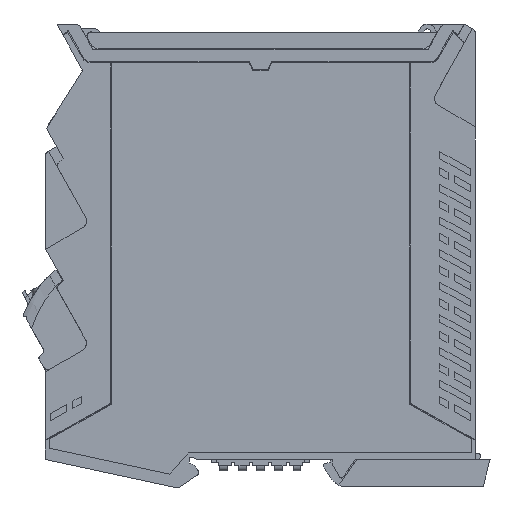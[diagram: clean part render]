
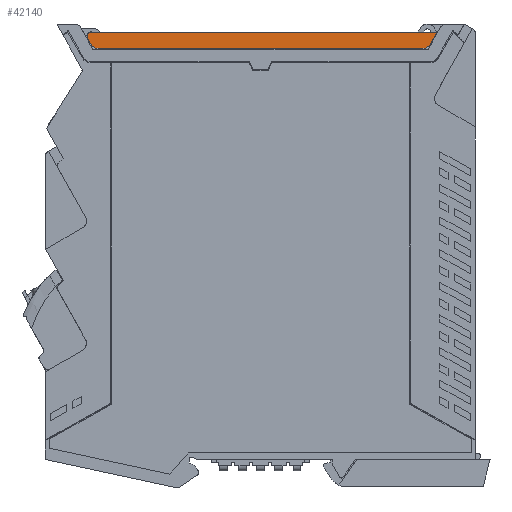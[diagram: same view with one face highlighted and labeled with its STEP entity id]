
A CAD part, left-side view. The second image highlights one B-rep face of the part: STEP entity #42140.
In plain terms, the highlighted planar face has unit normal (-1, 0, 0).
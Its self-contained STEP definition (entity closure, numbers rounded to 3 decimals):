
#41313=AXIS2_PLACEMENT_3D('Circle Axis2P3D',#41311,#41312,$) ;
#41320=AXIS2_PLACEMENT_3D('Circle Axis2P3D',#41318,#41319,$) ;
#41366=AXIS2_PLACEMENT_3D('Circle Axis2P3D',#41364,#41365,$) ;
#42085=AXIS2_PLACEMENT_3D('Circle Axis2P3D',#42083,#42084,$) ;
#42122=AXIS2_PLACEMENT_3D('Plane Axis2P3D',#42119,#42120,#42121) ;
#42126=AXIS2_PLACEMENT_3D('Circle Axis2P3D',#42124,#42125,$) ;
#41276=CARTESIAN_POINT('Vertex',(0.,13.065,112.024)) ;
#41279=CARTESIAN_POINT('Line Origine',(0.,13.899,110.535)) ;
#41283=CARTESIAN_POINT('Vertex',(0.,14.732,109.047)) ;
#41311=CARTESIAN_POINT('Axis2P3D Location',(0.,16.477,110.024)) ;
#41315=CARTESIAN_POINT('Vertex',(0.,15.333,108.384)) ;
#41318=CARTESIAN_POINT('Axis2P3D Location',(0.,16.477,110.024)) ;
#41322=CARTESIAN_POINT('Vertex',(0.,16.477,108.024)) ;
#41339=CARTESIAN_POINT('Line Origine',(0.,56.387,108.024)) ;
#41343=CARTESIAN_POINT('Vertex',(0.,96.296,108.024)) ;
#41364=CARTESIAN_POINT('Axis2P3D Location',(0.,96.296,110.024)) ;
#41368=CARTESIAN_POINT('Vertex',(0.,98.041,109.047)) ;
#41384=CARTESIAN_POINT('Line Origine',(0.,98.458,109.791)) ;
#41388=CARTESIAN_POINT('Vertex',(0.,98.874,110.535)) ;
#41995=CARTESIAN_POINT('Line Origine',(0.,55.533,112.024)) ;
#41999=CARTESIAN_POINT('Vertex',(0.,98.002,112.024)) ;
#42083=CARTESIAN_POINT('Axis2P3D Location',(0.,98.002,111.024)) ;
#42087=CARTESIAN_POINT('Vertex',(0.,99.002,111.024)) ;
#42119=CARTESIAN_POINT('Axis2P3D Location',(0.,56.402,112.024)) ;
#42124=CARTESIAN_POINT('Axis2P3D Location',(0.,98.002,111.024)) ;
#41280=DIRECTION('Vector Direction',(0.,-0.489,0.872)) ;
#41312=DIRECTION('Axis2P3D Direction',(-1.,0.,0.)) ;
#41319=DIRECTION('Axis2P3D Direction',(-1.,0.,0.)) ;
#41340=DIRECTION('Vector Direction',(0.,-1.,0.)) ;
#41365=DIRECTION('Axis2P3D Direction',(1.,0.,0.)) ;
#41385=DIRECTION('Vector Direction',(0.,0.489,0.872)) ;
#41996=DIRECTION('Vector Direction',(0.,1.,0.)) ;
#42084=DIRECTION('Axis2P3D Direction',(-1.,0.,0.)) ;
#42120=DIRECTION('Axis2P3D Direction',(-1.,0.,0.)) ;
#42121=DIRECTION('Axis2P3D XDirection',(0.,0.,-1.)) ;
#42125=DIRECTION('Axis2P3D Direction',(-1.,0.,0.)) ;
#41281=VECTOR('Line Direction',#41280,1.) ;
#41341=VECTOR('Line Direction',#41340,1.) ;
#41386=VECTOR('Line Direction',#41385,1.) ;
#41997=VECTOR('Line Direction',#41996,1.) ;
#42130=ORIENTED_EDGE('',*,*,#42128,.T.) ;
#42131=ORIENTED_EDGE('',*,*,#42089,.T.) ;
#42132=ORIENTED_EDGE('',*,*,#41390,.T.) ;
#42133=ORIENTED_EDGE('',*,*,#41370,.T.) ;
#42134=ORIENTED_EDGE('',*,*,#41345,.T.) ;
#42135=ORIENTED_EDGE('',*,*,#41324,.T.) ;
#42136=ORIENTED_EDGE('',*,*,#41317,.T.) ;
#42137=ORIENTED_EDGE('',*,*,#41285,.T.) ;
#42138=ORIENTED_EDGE('',*,*,#42001,.T.) ;
#42140=ADVANCED_FACE('COVER',(#42139),#42123,.T.) ;
#41314=CIRCLE('generated circle',#41313,2.) ;
#41321=CIRCLE('generated circle',#41320,2.) ;
#41367=CIRCLE('generated circle',#41366,2.) ;
#42086=CIRCLE('generated circle',#42085,1.) ;
#42127=CIRCLE('generated circle',#42126,1.) ;
#41285=EDGE_CURVE('',#41284,#41277,#41282,.T.) ;
#41317=EDGE_CURVE('',#41316,#41284,#41314,.T.) ;
#41324=EDGE_CURVE('',#41323,#41316,#41321,.T.) ;
#41345=EDGE_CURVE('',#41344,#41323,#41342,.T.) ;
#41370=EDGE_CURVE('',#41369,#41344,#41367,.F.) ;
#41390=EDGE_CURVE('',#41389,#41369,#41387,.F.) ;
#42001=EDGE_CURVE('',#41277,#42000,#41998,.T.) ;
#42089=EDGE_CURVE('',#42088,#41389,#42086,.T.) ;
#42128=EDGE_CURVE('',#42000,#42088,#42127,.T.) ;
#42129=EDGE_LOOP('',(#42130,#42131,#42132,#42133,#42134,#42135,#42136,#42137,#42138)) ;
#42139=FACE_OUTER_BOUND('',#42129,.T.) ;
#41282=LINE('Line',#41279,#41281) ;
#41342=LINE('Line',#41339,#41341) ;
#41387=LINE('Line',#41384,#41386) ;
#41998=LINE('Line',#41995,#41997) ;
#42123=PLANE('',#42122) ;
#41277=VERTEX_POINT('',#41276) ;
#41284=VERTEX_POINT('',#41283) ;
#41316=VERTEX_POINT('',#41315) ;
#41323=VERTEX_POINT('',#41322) ;
#41344=VERTEX_POINT('',#41343) ;
#41369=VERTEX_POINT('',#41368) ;
#41389=VERTEX_POINT('',#41388) ;
#42000=VERTEX_POINT('',#41999) ;
#42088=VERTEX_POINT('',#42087) ;
